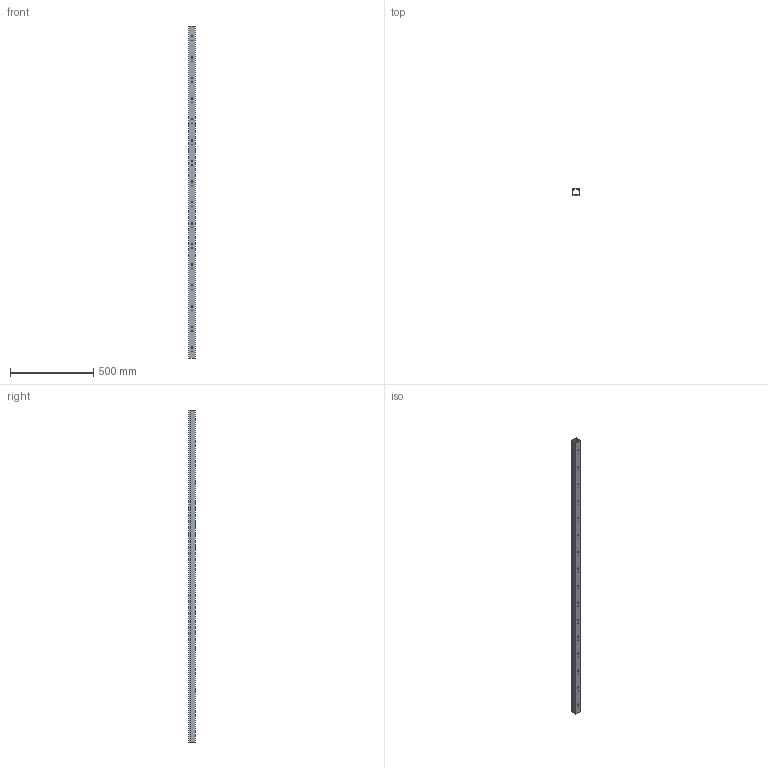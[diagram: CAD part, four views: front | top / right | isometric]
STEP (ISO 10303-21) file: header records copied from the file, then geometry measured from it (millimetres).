
FILE_DESCRIPTION((''),'2;1');
FILE_NAME('LF400400KUN_ASM','2022-09-27T14:50:19',('a.jestaedt'),(''),'CREO PARAMETRIC BY PTC INC, 2022162','CREO PARAMETRIC BY PTC INC, 2022162','');
FILE_SCHEMA(('AUTOMOTIVE_DESIGN { 1 0 10303 214 1 1 1 1 }'));
Length unit declared in the file: millimetre
Products named in the file (3): LF400400KUN; LF400400KUN_D; LF400400KUN_ASM
Assembly tree (2 placements, depth 2):
  LF400400KUN_ASM
    LF400400KUN
    LF400400KUN_D
Bounding box: 40 x 39.6 x 2000 mm (x, y, z)
Volume: 547604.8 mm3; surface area: 752412.6 mm2
Topology: 2 solids, 2 shells, 192 faces, 564 edges, 376 vertices
Faces by surface type: plane 96, cylinder 96
Entity records: 6908 total; most frequent: DIRECTION 1150, CARTESIAN_POINT 1144, ORIENTED_EDGE 1128, EDGE_CURVE 564, AXIS2_PLACEMENT_3D 389, VERTEX_POINT 376, VECTOR 372, LINE 372
